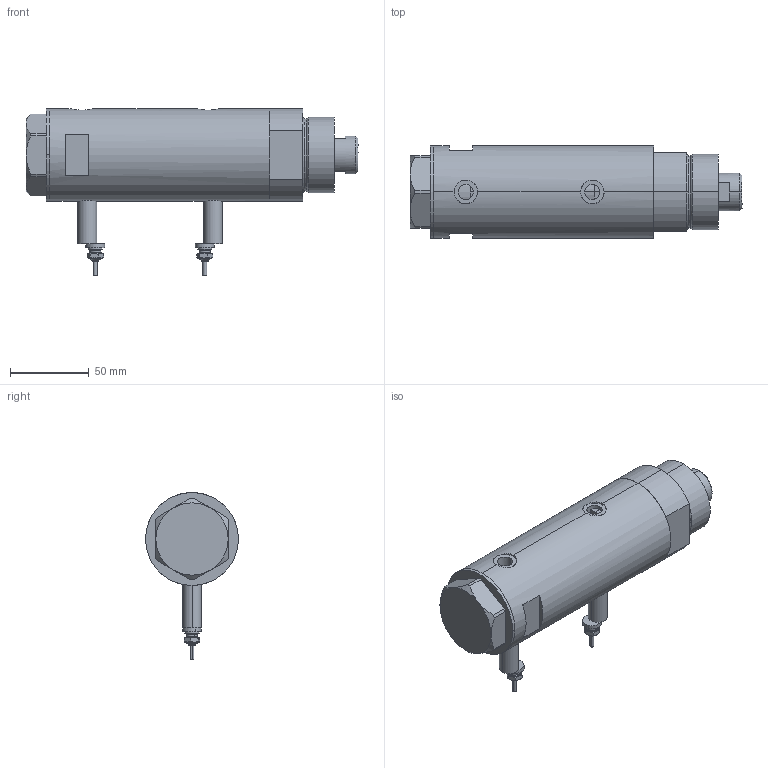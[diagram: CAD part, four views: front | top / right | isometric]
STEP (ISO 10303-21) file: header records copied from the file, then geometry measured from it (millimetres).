
FILE_DESCRIPTION (( 'STEP AP203' ), '1' );
FILE_NAME ('b68c.STEP', '2024-02-12T02:35:15', ( '' ), ( '' ), 'SwSTEP 2.0', 'SolidWorks 2019', '' );
FILE_SCHEMA (( 'CONFIG_CONTROL_DESIGN' ));
Length unit declared in the file: millimetre
Products named in the file (6): V270CG_BACK c865a5f6ddb54f8a7a92e8f5d34f6577; Switch c865a5f6ddb54f8a7a92e8f5d34f6577; b68c; V270CG_FRONT c865a5f6ddb54f8a7a92e8f5d34f6577; V270CG_VC c865a5f6ddb54f8a7a92e8f5d34f6577; V270CG_MIDDLE c865a5f6ddb54f8a7a92e8f5d34f6577
Assembly tree (6 placements, depth 2):
  b68c
    V270CG_MIDDLE c865a5f6ddb54f8a7a92e8f5d34f6577
    V270CG_BACK c865a5f6ddb54f8a7a92e8f5d34f6577
    V270CG_FRONT c865a5f6ddb54f8a7a92e8f5d34f6577
    V270CG_VC c865a5f6ddb54f8a7a92e8f5d34f6577
    Switch c865a5f6ddb54f8a7a92e8f5d34f6577  x2
Bounding box: 211.2 x 59 x 106.1 mm (x, y, z)
Volume: 492363.2 mm3; surface area: 103271.7 mm2
Topology: 6 solids, 6 shells, 212 faces, 461 edges, 279 vertices
Faces by surface type: plane 79, cylinder 69, cone 40, torus 24
Entity records: 5902 total; most frequent: CARTESIAN_POINT 1546, DIRECTION 831, ORIENTED_EDGE 730, EDGE_CURVE 365, AXIS2_PLACEMENT_3D 349, VERTEX_POINT 223, EDGE_LOOP 188, CIRCLE 174
